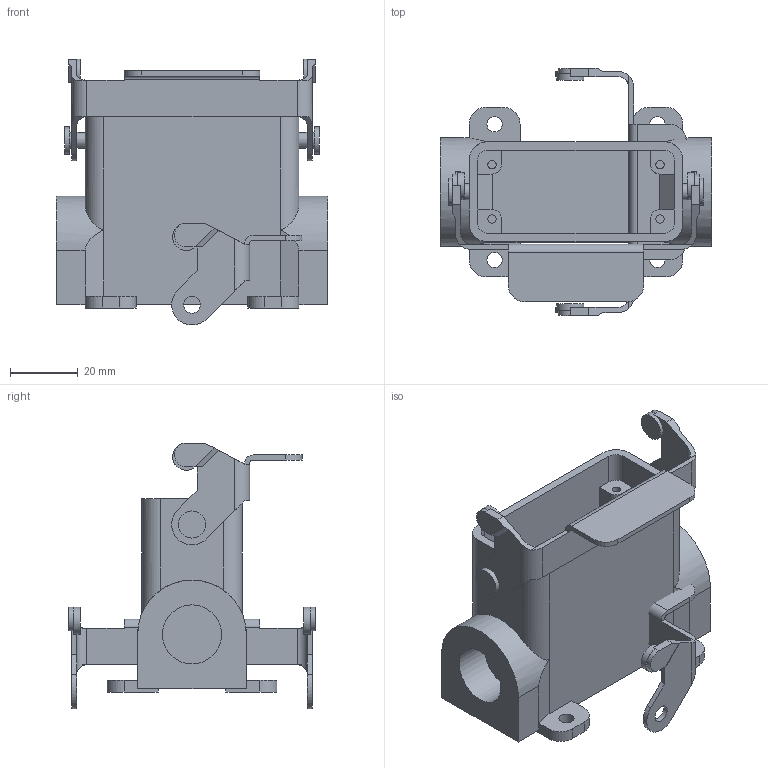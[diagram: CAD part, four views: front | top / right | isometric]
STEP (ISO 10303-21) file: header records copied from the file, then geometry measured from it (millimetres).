
FILE_DESCRIPTION( ( 'Unknown' ), '1' );
FILE_NAME( 'H_A_10_SGR_LB_21_ASM_C.stp', 'Unknown', ( 'Unknown' ), ( 'Unknown' ), 'PSStep 11.0', 'Unknown', ' ' );
FILE_SCHEMA( ( 'AUTOMOTIVE_DESIGN { 1 0 10303 214 1 1 1 1 }' ) );
Length unit declared in the file: millimetre
Products named in the file (3): Assem1; H_A_10_LB_C; H_A_10_SGR_LB_21_C
Bounding box: 80 x 72.8 x 78.38 mm (x, y, z)
Volume: 98416.3 mm3; surface area: 64116.1 mm2
Topology: 4 solids, 4 shells, 324 faces, 870 edges, 574 vertices
Faces by surface type: plane 212, cylinder 112
Full cylindrical faces by diameter (mm): 2.459 x8, 4.5 x8, 4.7 x4, 5 x4, 8 x8, 17.4 x2, 24 x2, 27.54 x4
Entity records: 6390 total; most frequent: CARTESIAN_POINT 993, DIRECTION 848, ORIENTED_EDGE 812, EDGE_CURVE 406, AXIS2_PLACEMENT_3D 285, VERTEX_POINT 278, LINE 278, VECTOR 278
